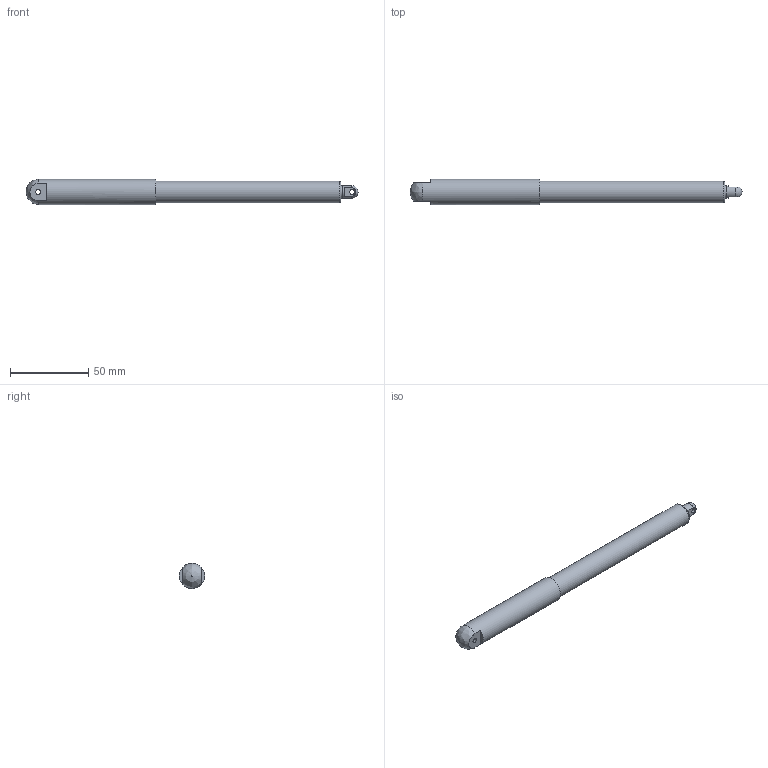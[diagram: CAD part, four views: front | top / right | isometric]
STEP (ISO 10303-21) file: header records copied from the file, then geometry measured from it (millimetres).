
FILE_DESCRIPTION( ( '' ), ' ' );
FILE_NAME( '5bcf6d9cee0785141d795041.step', '2018-10-23T18:51:08', ( '' ), ( '' ), ' ', ' ', ' ' );
FILE_SCHEMA( ( 'AUTOMOTIVE_DESIGN { 1 0 10303 214 1 1 1 1 }' ) );
Length unit declared in the file: metre
Products named in the file (4): Assem1; Cylinder Body; Cylinder Rod; Cylinder End Rod
Assembly tree (3 placements, depth 2):
  Assem1
    Cylinder Body
    Cylinder Rod
    Cylinder End Rod
Bounding box: 212 x 16.07 x 16.1 mm (x, y, z)
Volume: 33590.4 mm3; surface area: 15599.6 mm2
Topology: 3 solids, 3 shells, 25 faces, 53 edges, 35 vertices
Faces by surface type: plane 15, cylinder 7, bspline 1, torus 1, sphere 1
Full cylindrical faces by diameter (mm): 3 x2, 8 x3, 14 x1, 16.1 x1
Entity records: 963 total; most frequent: CARTESIAN_POINT 199, DIRECTION 116, ORIENTED_EDGE 76, AXIS2_PLACEMENT_3D 52, EDGE_LOOP 40, EDGE_CURVE 38, FACE_OUTER_BOUND 34, VERTEX_POINT 31
